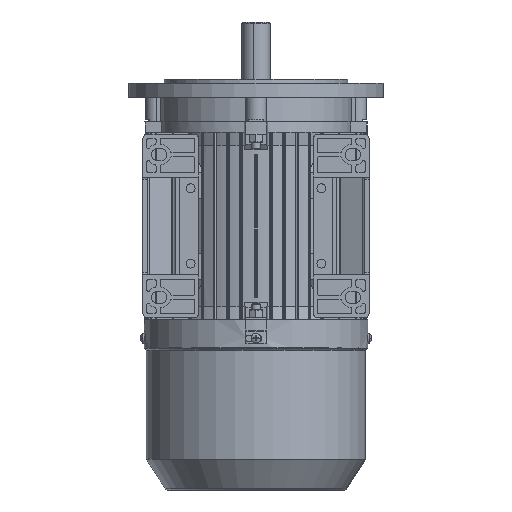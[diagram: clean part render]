
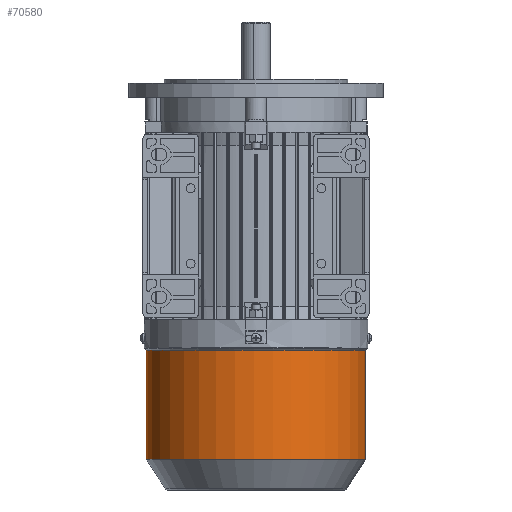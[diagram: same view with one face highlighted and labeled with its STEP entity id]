
A CAD part, front view. The second image highlights one B-rep face of the part: STEP entity #70580.
In plain terms, the highlighted cylindrical face has radius 107.5 mm (diameter 215 mm), a partial arc.
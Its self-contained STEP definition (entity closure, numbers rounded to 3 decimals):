
#52811 = DIRECTION ( 'NONE',  ( 1., 0., 0. ) ) ;
#52812 = VECTOR ( 'NONE', #52811, 1000. ) ;
#52813 = CARTESIAN_POINT ( 'NONE',  ( 2., 0., 107.5 ) ) ;
#52814 = LINE ( 'NONE', #52813, #52812 ) ;
#52834 = CARTESIAN_POINT ( 'NONE',  ( -28., 0., -107.5 ) ) ;
#52903 = DIRECTION ( 'NONE',  ( 1., 0., 0. ) ) ;
#52904 = VECTOR ( 'NONE', #52903, 1000. ) ;
#52905 = CARTESIAN_POINT ( 'NONE',  ( 2., 0., -107.5 ) ) ;
#52911 = LINE ( 'NONE', #52905, #52904 ) ;
#52948 = DIRECTION ( 'NONE',  ( 0., 0., -1. ) ) ;
#52949 = DIRECTION ( 'NONE',  ( 1., 0., 0. ) ) ;
#52950 = CARTESIAN_POINT ( 'NONE',  ( 2., 0., 0. ) ) ;
#52951 = AXIS2_PLACEMENT_3D ( 'NONE', #52950, #52949, #52948 ) ;
#52952 = CYLINDRICAL_SURFACE ( 'NONE', #52951, 107.5 ) ;
#52954 = FACE_OUTER_BOUND ( 'NONE', #70582, .T. ) ;
#52977 = CARTESIAN_POINT ( 'NONE',  ( -28., 0., 107.5 ) ) ;
#52978 = DIRECTION ( 'NONE',  ( 0., 0., -1. ) ) ;
#52979 = DIRECTION ( 'NONE',  ( 1., 0., 0. ) ) ;
#52980 = CARTESIAN_POINT ( 'NONE',  ( -28., 0., 0. ) ) ;
#52981 = AXIS2_PLACEMENT_3D ( 'NONE', #52980, #52979, #52978 ) ;
#52982 = CIRCLE ( 'NONE', #52981, 107.5 ) ;
#52999 = CARTESIAN_POINT ( 'NONE',  ( -135., 0., 107.5 ) ) ;
#53000 = CARTESIAN_POINT ( 'NONE',  ( -135., 0., -107.5 ) ) ;
#53001 = DIRECTION ( 'NONE',  ( 0., 0., -1. ) ) ;
#53002 = DIRECTION ( 'NONE',  ( 1., 0., 0. ) ) ;
#53003 = CARTESIAN_POINT ( 'NONE',  ( -135., 0., 0. ) ) ;
#53004 = AXIS2_PLACEMENT_3D ( 'NONE', #53003, #53002, #53001 ) ;
#53005 = CIRCLE ( 'NONE', #53004, 107.5 ) ;
#70506 = ORIENTED_EDGE ( 'NONE', *, *, #70508, .T. ) ;
#70508 = EDGE_CURVE ( 'NONE', #70587, #70575, #52814, .T. ) ;
#70511 = ORIENTED_EDGE ( 'NONE', *, *, #70573, .F. ) ;
#70512 = ORIENTED_EDGE ( 'NONE', *, *, #70550, .F. ) ;
#70534 = VERTEX_POINT ( 'NONE', #52834 ) ;
#70550 = EDGE_CURVE ( 'NONE', #70586, #70534, #52911, .T. ) ;
#70573 = EDGE_CURVE ( 'NONE', #70534, #70575, #52982, .T. ) ;
#70575 = VERTEX_POINT ( 'NONE', #52977 ) ;
#70580 = ADVANCED_FACE ( 'NONE', ( #52954 ), #52952, .T. ) ;
#70582 = EDGE_LOOP ( 'NONE', ( #70584, #70506, #70511, #70512 ) ) ;
#70584 = ORIENTED_EDGE ( 'NONE', *, *, #70585, .T. ) ;
#70585 = EDGE_CURVE ( 'NONE', #70586, #70587, #53005, .T. ) ;
#70586 = VERTEX_POINT ( 'NONE', #53000 ) ;
#70587 = VERTEX_POINT ( 'NONE', #52999 ) ;
